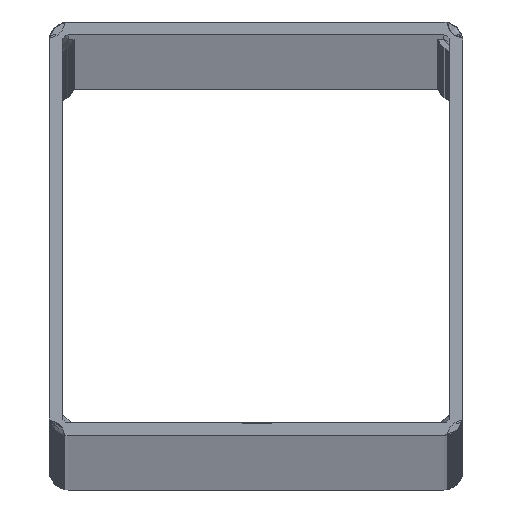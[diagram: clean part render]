
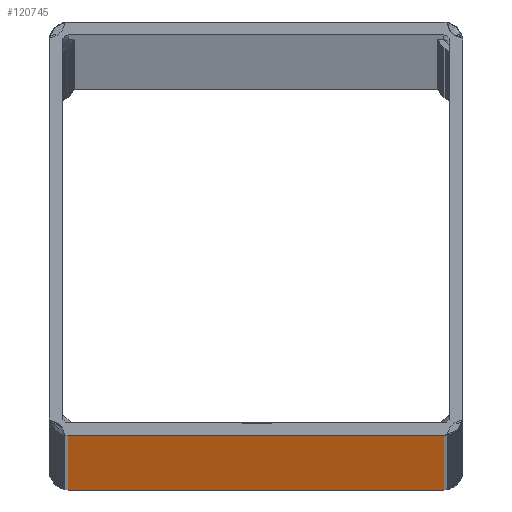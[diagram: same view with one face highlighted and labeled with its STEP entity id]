
A CAD part, top view. The second image highlights one B-rep face of the part: STEP entity #120745.
In plain terms, the highlighted planar face has unit normal (0, -1, 0).
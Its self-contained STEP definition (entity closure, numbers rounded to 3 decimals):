
#934 = LINE ( 'NONE', #47088, #190826 ) ;
#5559 = EDGE_CURVE ( 'NONE', #65776, #157419, #934, .T. ) ;
#27350 = ORIENTED_EDGE ( 'NONE', *, *, #40440, .T. ) ;
#40440 = EDGE_CURVE ( 'NONE', #112384, #168762, #183999, .T. ) ;
#47088 = CARTESIAN_POINT ( 'NONE',  ( 36.25, -40., -6000. ) ) ;
#47655 = AXIS2_PLACEMENT_3D ( 'NONE', #116068, #77508, #234255 ) ;
#53790 = ORIENTED_EDGE ( 'NONE', *, *, #5559, .T. ) ;
#56991 = PLANE ( 'NONE',  #47655 ) ;
#60949 = CARTESIAN_POINT ( 'NONE',  ( -40., -40., -6000. ) ) ;
#64978 = DIRECTION ( 'NONE',  ( 0., 0., -1. ) ) ;
#65776 = VERTEX_POINT ( 'NONE', #162838 ) ;
#73350 = VECTOR ( 'NONE', #116644, 1000. ) ;
#77508 = DIRECTION ( 'NONE',  ( 0., -1., 0. ) ) ;
#82159 = CARTESIAN_POINT ( 'NONE',  ( 36.25, -40., 0. ) ) ;
#87925 = CARTESIAN_POINT ( 'NONE',  ( -40., -40., 0. ) ) ;
#97021 = EDGE_LOOP ( 'NONE', ( #98049, #27350, #173086, #53790 ) ) ;
#98049 = ORIENTED_EDGE ( 'NONE', *, *, #140799, .F. ) ;
#98623 = VECTOR ( 'NONE', #145402, 1000. ) ;
#100901 = LINE ( 'NONE', #60949, #73350 ) ;
#101236 = VECTOR ( 'NONE', #64978, 1000. ) ;
#106162 = DIRECTION ( 'NONE',  ( 0., 0., 1. ) ) ;
#107691 = LINE ( 'NONE', #87925, #98623 ) ;
#112384 = VERTEX_POINT ( 'NONE', #198975 ) ;
#116068 = CARTESIAN_POINT ( 'NONE',  ( -40., -40., -6000. ) ) ;
#116644 = DIRECTION ( 'NONE',  ( 1., 0., 0. ) ) ;
#120745 = ADVANCED_FACE ( 'NONE', ( #199364 ), #56991, .T. ) ;
#140799 = EDGE_CURVE ( 'NONE', #112384, #157419, #107691, .T. ) ;
#145402 = DIRECTION ( 'NONE',  ( 1., 0., 0. ) ) ;
#157419 = VERTEX_POINT ( 'NONE', #82159 ) ;
#162838 = CARTESIAN_POINT ( 'NONE',  ( 36.25, -40., -6000. ) ) ;
#168762 = VERTEX_POINT ( 'NONE', #211556 ) ;
#173086 = ORIENTED_EDGE ( 'NONE', *, *, #241951, .T. ) ;
#182279 = CARTESIAN_POINT ( 'NONE',  ( -36.25, -40., -6000. ) ) ;
#183999 = LINE ( 'NONE', #182279, #101236 ) ;
#190826 = VECTOR ( 'NONE', #106162, 1000. ) ;
#198975 = CARTESIAN_POINT ( 'NONE',  ( -36.25, -40., 0. ) ) ;
#199364 = FACE_OUTER_BOUND ( 'NONE', #97021, .T. ) ;
#211556 = CARTESIAN_POINT ( 'NONE',  ( -36.25, -40., -6000. ) ) ;
#234255 = DIRECTION ( 'NONE',  ( 0., 0., -1. ) ) ;
#241951 = EDGE_CURVE ( 'NONE', #168762, #65776, #100901, .T. ) ;
